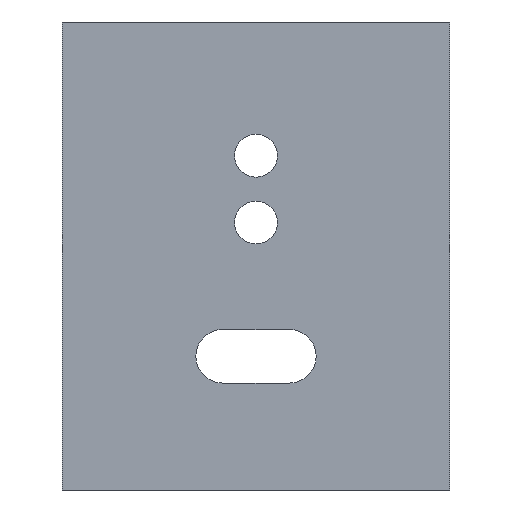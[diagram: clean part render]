
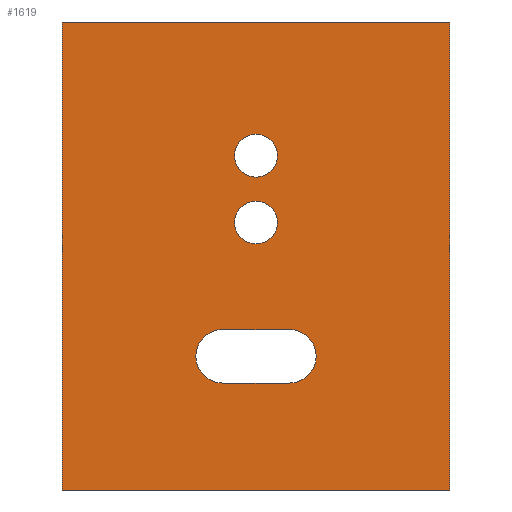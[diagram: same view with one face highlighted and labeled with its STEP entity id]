
A CAD part, front view. The second image highlights one B-rep face of the part: STEP entity #1619.
In plain terms, the highlighted planar face has unit normal (0, -1, 0).
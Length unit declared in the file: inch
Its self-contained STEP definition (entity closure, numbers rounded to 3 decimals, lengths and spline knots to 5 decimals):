
#19 = CIRCLE ( 'NONE', #180, 0.06299 ) ;
#29 = VERTEX_POINT ( 'NONE', #1204 ) ;
#39 = EDGE_CURVE ( 'NONE', #206, #1751, #902, .T. ) ;
#62 = CARTESIAN_POINT ( 'NONE',  ( 0.57087, -0.23622, -1.37795 ) ) ;
#66 = CARTESIAN_POINT ( 'NONE',  ( 0., -0.23622, -0.59055 ) ) ;
#91 = DIRECTION ( 'NONE',  ( -1., 0., 0. ) ) ;
#93 = LINE ( 'NONE', #1148, #613 ) ;
#114 = CARTESIAN_POINT ( 'NONE',  ( -0.57087, -0.23622, -1.37795 ) ) ;
#115 = AXIS2_PLACEMENT_3D ( 'NONE', #66, #532, #1607 ) ;
#127 = VERTEX_POINT ( 'NONE', #780 ) ;
#132 = CIRCLE ( 'NONE', #1151, 0.06299 ) ;
#147 = CIRCLE ( 'NONE', #115, 0.06299 ) ;
#150 = DIRECTION ( 'NONE',  ( 0., -1., 0. ) ) ;
#180 = AXIS2_PLACEMENT_3D ( 'NONE', #1655, #1673, #702 ) ;
#206 = VERTEX_POINT ( 'NONE', #891 ) ;
#242 = VECTOR ( 'NONE', #656, 39.37008 ) ;
#255 = VERTEX_POINT ( 'NONE', #1517 ) ;
#261 = VERTEX_POINT ( 'NONE', #1545 ) ;
#264 = EDGE_CURVE ( 'NONE', #438, #726, #1435, .T. ) ;
#274 = AXIS2_PLACEMENT_3D ( 'NONE', #1939, #596, #1171 ) ;
#307 = FACE_OUTER_BOUND ( 'NONE', #1603, .T. ) ;
#350 = DIRECTION ( 'NONE',  ( 0., 0., 1. ) ) ;
#351 = DIRECTION ( 'NONE',  ( 0., 1., 0. ) ) ;
#370 = CARTESIAN_POINT ( 'NONE',  ( 0.09843, -0.23622, -0.98425 ) ) ;
#407 = DIRECTION ( 'NONE',  ( 0., 0., 1. ) ) ;
#438 = VERTEX_POINT ( 'NONE', #552 ) ;
#476 = ORIENTED_EDGE ( 'NONE', *, *, #1456, .T. ) ;
#515 = VERTEX_POINT ( 'NONE', #1007 ) ;
#518 = CARTESIAN_POINT ( 'NONE',  ( 0., -0.23622, -0.59055 ) ) ;
#520 = EDGE_CURVE ( 'NONE', #127, #515, #524, .T. ) ;
#524 = CIRCLE ( 'NONE', #274, 0.07874 ) ;
#529 = AXIS2_PLACEMENT_3D ( 'NONE', #370, #1895, #91 ) ;
#531 = EDGE_LOOP ( 'NONE', ( #1531, #476 ) ) ;
#532 = DIRECTION ( 'NONE',  ( 0., 1., 0. ) ) ;
#537 = LINE ( 'NONE', #1139, #242 ) ;
#552 = CARTESIAN_POINT ( 'NONE',  ( -0.06299, -0.23622, -0.3937 ) ) ;
#562 = ORIENTED_EDGE ( 'NONE', *, *, #1078, .T. ) ;
#581 = FACE_BOUND ( 'NONE', #1203, .T. ) ;
#596 = DIRECTION ( 'NONE',  ( 0., 1., 0. ) ) ;
#613 = VECTOR ( 'NONE', #407, 39.37008 ) ;
#656 = DIRECTION ( 'NONE',  ( 1., 0., 0. ) ) ;
#658 = CARTESIAN_POINT ( 'NONE',  ( 0.57087, -0.23622, 0. ) ) ;
#662 = DIRECTION ( 'NONE',  ( 0., 1., 0. ) ) ;
#669 = VECTOR ( 'NONE', #733, 39.37008 ) ;
#672 = ORIENTED_EDGE ( 'NONE', *, *, #1832, .T. ) ;
#684 = DIRECTION ( 'NONE',  ( -1., 0., 0. ) ) ;
#696 = CARTESIAN_POINT ( 'NONE',  ( -0.09843, -0.23622, -0.90551 ) ) ;
#702 = DIRECTION ( 'NONE',  ( -1., 0., 0. ) ) ;
#726 = VERTEX_POINT ( 'NONE', #1826 ) ;
#733 = DIRECTION ( 'NONE',  ( 1., 0., 0. ) ) ;
#745 = DIRECTION ( 'NONE',  ( 1., 0., 0. ) ) ;
#765 = CARTESIAN_POINT ( 'NONE',  ( -0.06299, -0.23622, -0.59055 ) ) ;
#780 = CARTESIAN_POINT ( 'NONE',  ( -0.17717, -0.23622, -0.98425 ) ) ;
#809 = ORIENTED_EDGE ( 'NONE', *, *, #1232, .T. ) ;
#811 = DIRECTION ( 'NONE',  ( -1., 0., 0. ) ) ;
#817 = ORIENTED_EDGE ( 'NONE', *, *, #1476, .T. ) ;
#833 = LINE ( 'NONE', #1870, #1226 ) ;
#888 = CARTESIAN_POINT ( 'NONE',  ( 0.57087, -0.23622, -1.37795 ) ) ;
#891 = CARTESIAN_POINT ( 'NONE',  ( -0.57087, -0.23622, -1.37795 ) ) ;
#900 = ORIENTED_EDGE ( 'NONE', *, *, #1357, .F. ) ;
#902 = LINE ( 'NONE', #1480, #669 ) ;
#911 = PLANE ( 'NONE',  #1637 ) ;
#915 = CARTESIAN_POINT ( 'NONE',  ( -0.09843, -0.23622, -1.06299 ) ) ;
#954 = CARTESIAN_POINT ( 'NONE',  ( -0.09843, -0.23622, -0.98425 ) ) ;
#1007 = CARTESIAN_POINT ( 'NONE',  ( -0.09843, -0.23622, -0.90551 ) ) ;
#1028 = EDGE_CURVE ( 'NONE', #261, #1438, #537, .T. ) ;
#1066 = FACE_BOUND ( 'NONE', #531, .T. ) ;
#1075 = ORIENTED_EDGE ( 'NONE', *, *, #520, .T. ) ;
#1078 = EDGE_CURVE ( 'NONE', #515, #255, #1196, .T. ) ;
#1093 = ORIENTED_EDGE ( 'NONE', *, *, #1319, .T. ) ;
#1139 = CARTESIAN_POINT ( 'NONE',  ( 0.57087, -0.23622, 0. ) ) ;
#1148 = CARTESIAN_POINT ( 'NONE',  ( 0.57087, -0.23622, -1.37795 ) ) ;
#1151 = AXIS2_PLACEMENT_3D ( 'NONE', #518, #1732, #811 ) ;
#1171 = DIRECTION ( 'NONE',  ( -1., 0., 0. ) ) ;
#1185 = FACE_BOUND ( 'NONE', #1724, .T. ) ;
#1196 = LINE ( 'NONE', #696, #1608 ) ;
#1203 = EDGE_LOOP ( 'NONE', ( #1709, #1093 ) ) ;
#1204 = CARTESIAN_POINT ( 'NONE',  ( 0.09843, -0.23622, -1.06299 ) ) ;
#1226 = VECTOR ( 'NONE', #1270, 39.37008 ) ;
#1232 = EDGE_CURVE ( 'NONE', #255, #29, #1890, .T. ) ;
#1270 = DIRECTION ( 'NONE',  ( -1., 0., 0. ) ) ;
#1309 = DIRECTION ( 'NONE',  ( 1., 0., 0. ) ) ;
#1319 = EDGE_CURVE ( 'NONE', #726, #438, #19, .T. ) ;
#1324 = ORIENTED_EDGE ( 'NONE', *, *, #1028, .F. ) ;
#1357 = EDGE_CURVE ( 'NONE', #206, #261, #1473, .T. ) ;
#1435 = CIRCLE ( 'NONE', #1702, 0.06299 ) ;
#1438 = VERTEX_POINT ( 'NONE', #658 ) ;
#1456 = EDGE_CURVE ( 'NONE', #1629, #1896, #147, .T. ) ;
#1473 = LINE ( 'NONE', #114, #1929 ) ;
#1476 = EDGE_CURVE ( 'NONE', #29, #1933, #833, .T. ) ;
#1480 = CARTESIAN_POINT ( 'NONE',  ( 0.57087, -0.23622, -1.37795 ) ) ;
#1507 = ORIENTED_EDGE ( 'NONE', *, *, #39, .T. ) ;
#1517 = CARTESIAN_POINT ( 'NONE',  ( 0.09843, -0.23622, -0.90551 ) ) ;
#1531 = ORIENTED_EDGE ( 'NONE', *, *, #1771, .T. ) ;
#1545 = CARTESIAN_POINT ( 'NONE',  ( -0.57087, -0.23622, 0. ) ) ;
#1562 = CIRCLE ( 'NONE', #1824, 0.07874 ) ;
#1603 = EDGE_LOOP ( 'NONE', ( #1324, #900, #1507, #1774 ) ) ;
#1607 = DIRECTION ( 'NONE',  ( -1., 0., 0. ) ) ;
#1608 = VECTOR ( 'NONE', #1309, 39.37008 ) ;
#1619 = ADVANCED_FACE ( 'NONE', ( #581, #1066, #1185, #307 ), #911, .T. ) ;
#1629 = VERTEX_POINT ( 'NONE', #1807 ) ;
#1637 = AXIS2_PLACEMENT_3D ( 'NONE', #888, #150, #745 ) ;
#1655 = CARTESIAN_POINT ( 'NONE',  ( 0., -0.23622, -0.3937 ) ) ;
#1673 = DIRECTION ( 'NONE',  ( 0., 1., 0. ) ) ;
#1699 = CARTESIAN_POINT ( 'NONE',  ( 0., -0.23622, -0.3937 ) ) ;
#1702 = AXIS2_PLACEMENT_3D ( 'NONE', #1699, #351, #1719 ) ;
#1709 = ORIENTED_EDGE ( 'NONE', *, *, #264, .T. ) ;
#1719 = DIRECTION ( 'NONE',  ( -1., 0., 0. ) ) ;
#1724 = EDGE_LOOP ( 'NONE', ( #817, #672, #1075, #562, #809 ) ) ;
#1732 = DIRECTION ( 'NONE',  ( 0., 1., 0. ) ) ;
#1751 = VERTEX_POINT ( 'NONE', #62 ) ;
#1771 = EDGE_CURVE ( 'NONE', #1896, #1629, #132, .T. ) ;
#1774 = ORIENTED_EDGE ( 'NONE', *, *, #1866, .T. ) ;
#1807 = CARTESIAN_POINT ( 'NONE',  ( 0.06299, -0.23622, -0.59055 ) ) ;
#1824 = AXIS2_PLACEMENT_3D ( 'NONE', #954, #662, #684 ) ;
#1826 = CARTESIAN_POINT ( 'NONE',  ( 0.06299, -0.23622, -0.3937 ) ) ;
#1832 = EDGE_CURVE ( 'NONE', #1933, #127, #1562, .T. ) ;
#1866 = EDGE_CURVE ( 'NONE', #1751, #1438, #93, .T. ) ;
#1870 = CARTESIAN_POINT ( 'NONE',  ( -0.09843, -0.23622, -1.06299 ) ) ;
#1890 = CIRCLE ( 'NONE', #529, 0.07874 ) ;
#1895 = DIRECTION ( 'NONE',  ( 0., 1., 0. ) ) ;
#1896 = VERTEX_POINT ( 'NONE', #765 ) ;
#1929 = VECTOR ( 'NONE', #350, 39.37008 ) ;
#1933 = VERTEX_POINT ( 'NONE', #915 ) ;
#1939 = CARTESIAN_POINT ( 'NONE',  ( -0.09843, -0.23622, -0.98425 ) ) ;
